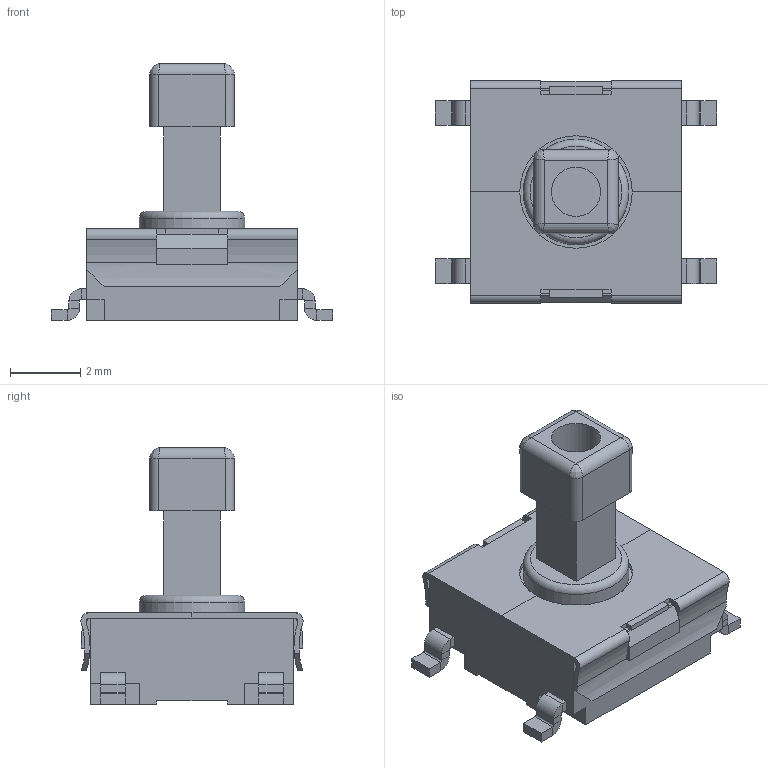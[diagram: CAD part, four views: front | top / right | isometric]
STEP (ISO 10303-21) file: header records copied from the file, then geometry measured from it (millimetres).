
FILE_DESCRIPTION(('FreeCAD Model'),'2;1');
FILE_NAME('Open CASCADE Shape Model','2024-05-21T19:06:07',( 'kicad StepUp'),('ksu MCAD'),'Open CASCADE STEP processor 7.7', 'FreeCAD','Unknown');
FILE_SCHEMA(('AUTOMOTIVE_DESIGN { 1 0 10303 214 1 1 1 1 }'));
Length unit declared in the file: millimetre
Products named in the file (1): SW_SPST_Omron_B3FS-105xP
Bounding box: 8 x 6.32 x 7.3 mm (x, y, z)
Volume: 109.1 mm3; surface area: 299.5 mm2
Topology: 7 solids, 7 shells, 205 faces, 491 edges, 293 vertices
Faces by surface type: plane 153, cylinder 47, bspline 4, torus 1
Full cylindrical faces by diameter (mm): 1.4 x1, 3 x1, 3.2 x1
Entity records: 7538 total; most frequent: CARTESIAN_POINT 1283, DIRECTION 981, ORIENTED_EDGE 974, EDGE_CURVE 487, LINE 373, VECTOR 373, AXIS2_PLACEMENT_3D 304, VERTEX_POINT 293
